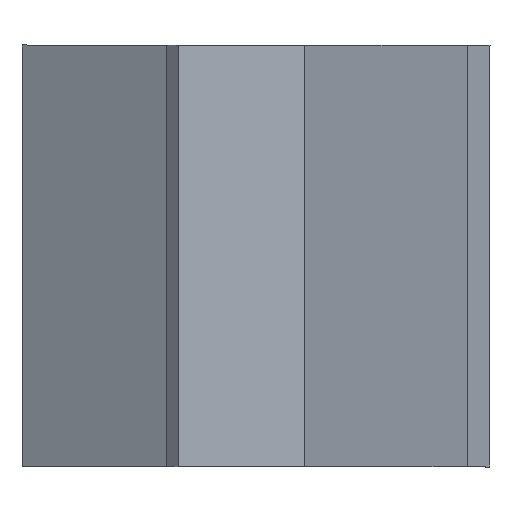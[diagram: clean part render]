
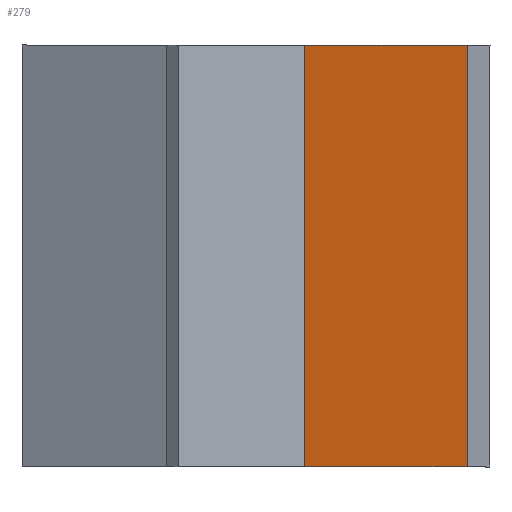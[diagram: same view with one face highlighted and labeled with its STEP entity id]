
A CAD part, left-side view. The second image highlights one B-rep face of the part: STEP entity #279.
In plain terms, the highlighted planar face has unit normal (-0.97, 0.243, 0).
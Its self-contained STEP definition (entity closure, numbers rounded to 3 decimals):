
#27=PLANE('',#313);
#43=FACE_OUTER_BOUND('',#60,.T.);
#60=EDGE_LOOP('',(#236,#237,#238,#239));
#91=LINE('',#456,#123);
#92=LINE('',#459,#124);
#93=LINE('',#461,#125);
#94=LINE('',#462,#126);
#123=VECTOR('',#377,10.);
#124=VECTOR('',#380,10.);
#125=VECTOR('',#381,10.);
#126=VECTOR('',#382,10.);
#153=VERTEX_POINT('',#452);
#154=VERTEX_POINT('',#454);
#155=VERTEX_POINT('',#458);
#156=VERTEX_POINT('',#460);
#187=EDGE_CURVE('',#153,#154,#91,.T.);
#188=EDGE_CURVE('',#155,#153,#92,.T.);
#189=EDGE_CURVE('',#156,#154,#93,.T.);
#190=EDGE_CURVE('',#155,#156,#94,.T.);
#236=ORIENTED_EDGE('',*,*,#188,.T.);
#237=ORIENTED_EDGE('',*,*,#187,.T.);
#238=ORIENTED_EDGE('',*,*,#189,.F.);
#239=ORIENTED_EDGE('',*,*,#190,.F.);
#279=ADVANCED_FACE('',(#43),#27,.T.);
#313=AXIS2_PLACEMENT_3D('',#457,#378,#379);
#377=DIRECTION('',(0.,0.001,-1.));
#378=DIRECTION('center_axis',(-0.97,0.243,0.));
#379=DIRECTION('ref_axis',(0.243,0.97,0.001));
#380=DIRECTION('',(0.243,0.97,0.001));
#381=DIRECTION('',(0.243,0.97,0.001));
#382=DIRECTION('',(0.,0.001,-1.));
#452=CARTESIAN_POINT('',(-2.778,2.114,-5.052));
#454=CARTESIAN_POINT('',(-2.778,2.127,-21.752));
#456=CARTESIAN_POINT('',(-2.778,2.114,-5.052));
#457=CARTESIAN_POINT('Origin',(-4.395,-4.342,-5.057));
#458=CARTESIAN_POINT('',(-4.395,-4.342,-5.057));
#459=CARTESIAN_POINT('',(-4.395,-4.342,-5.057));
#460=CARTESIAN_POINT('',(-4.396,-4.329,-21.757));
#461=CARTESIAN_POINT('',(-4.396,-4.329,-21.757));
#462=CARTESIAN_POINT('',(-4.395,-4.342,-5.057));
